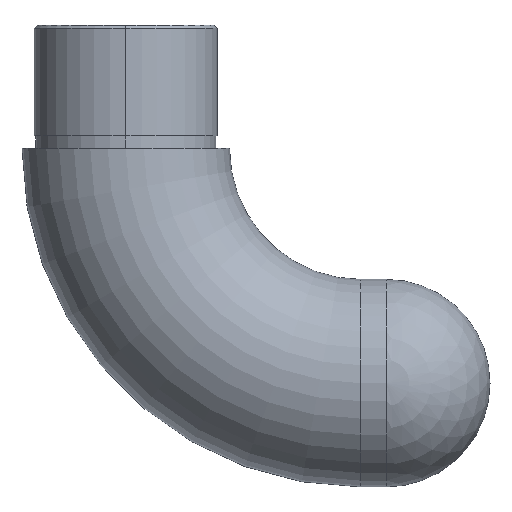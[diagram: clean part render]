
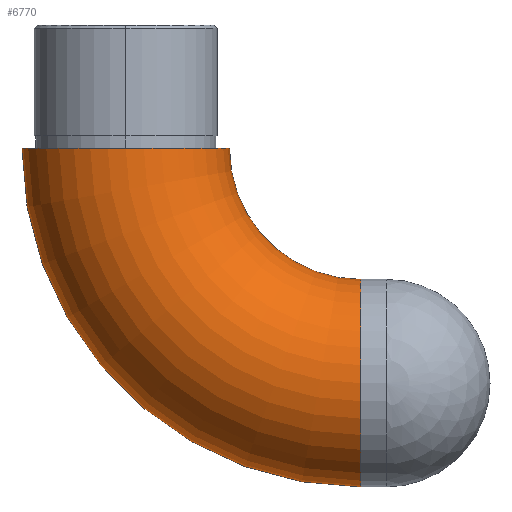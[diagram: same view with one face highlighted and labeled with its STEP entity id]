
A CAD part, left-side view. The second image highlights one B-rep face of the part: STEP entity #6770.
In plain terms, the highlighted toroidal (fillet/blend) face has major radius 38.15 mm and minor radius 16.85 mm.
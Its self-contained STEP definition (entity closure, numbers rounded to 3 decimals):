
#585 = CIRCLE ( 'NONE', #5127, 21.3 ) ;
#683 = ORIENTED_EDGE ( 'NONE', *, *, #2597, .F. ) ;
#1047 = VERTEX_POINT ( 'NONE', #5498 ) ;
#1107 = EDGE_LOOP ( 'NONE', ( #9685, #10260, #5250, #683 ) ) ;
#1224 = CARTESIAN_POINT ( 'NONE',  ( 0., 38.15, 0. ) ) ;
#1532 = VERTEX_POINT ( 'NONE', #9719 ) ;
#2095 = AXIS2_PLACEMENT_3D ( 'NONE', #10661, #4114, #5914 ) ;
#2125 = DIRECTION ( 'NONE',  ( -1., 0., 0. ) ) ;
#2146 = EDGE_CURVE ( 'NONE', #1047, #7278, #4490, .T. ) ;
#2365 = DIRECTION ( 'NONE',  ( -1., 0., 0. ) ) ;
#2597 = EDGE_CURVE ( 'NONE', #1532, #1047, #585, .T. ) ;
#3449 = DIRECTION ( 'NONE',  ( 0., 0., 1. ) ) ;
#3623 = DIRECTION ( 'NONE',  ( 0., 0., 1. ) ) ;
#4114 = DIRECTION ( 'NONE',  ( 0., -1., 0. ) ) ;
#4211 = AXIS2_PLACEMENT_3D ( 'NONE', #7399, #9325, #3623 ) ;
#4490 = CIRCLE ( 'NONE', #2095, 16.85 ) ;
#5127 = AXIS2_PLACEMENT_3D ( 'NONE', #7822, #2125, #6897 ) ;
#5147 = EDGE_CURVE ( 'NONE', #10488, #1532, #7057, .T. ) ;
#5250 = ORIENTED_EDGE ( 'NONE', *, *, #2146, .F. ) ;
#5498 = CARTESIAN_POINT ( 'NONE',  ( 0., 0., -21.3 ) ) ;
#5796 = DIRECTION ( 'NONE',  ( 0., -1., 0. ) ) ;
#5914 = DIRECTION ( 'NONE',  ( 0., 0., -1. ) ) ;
#5919 = DIRECTION ( 'NONE',  ( 0., 0., 1. ) ) ;
#6770 = ADVANCED_FACE ( 'NONE', ( #7934 ), #8245, .T. ) ;
#6897 = DIRECTION ( 'NONE',  ( 0., 0., 1. ) ) ;
#7057 = CIRCLE ( 'NONE', #11835, 16.85 ) ;
#7278 = VERTEX_POINT ( 'NONE', #8851 ) ;
#7399 = CARTESIAN_POINT ( 'NONE',  ( 0., 0., 0. ) ) ;
#7479 = CARTESIAN_POINT ( 'NONE',  ( 0., 55., 0. ) ) ;
#7486 = EDGE_CURVE ( 'NONE', #10488, #7278, #8387, .T. ) ;
#7822 = CARTESIAN_POINT ( 'NONE',  ( 0., 0., 0. ) ) ;
#7934 = FACE_OUTER_BOUND ( 'NONE', #1107, .T. ) ;
#8245 = TOROIDAL_SURFACE ( 'NONE', #10959, 38.15, 16.85 ) ;
#8387 = CIRCLE ( 'NONE', #4211, 55. ) ;
#8851 = CARTESIAN_POINT ( 'NONE',  ( 0., 0., -55. ) ) ;
#9325 = DIRECTION ( 'NONE',  ( -1., 0., 0. ) ) ;
#9685 = ORIENTED_EDGE ( 'NONE', *, *, #5147, .F. ) ;
#9719 = CARTESIAN_POINT ( 'NONE',  ( 0., 21.3, 0. ) ) ;
#10260 = ORIENTED_EDGE ( 'NONE', *, *, #7486, .T. ) ;
#10488 = VERTEX_POINT ( 'NONE', #7479 ) ;
#10661 = CARTESIAN_POINT ( 'NONE',  ( 0., 0., -38.15 ) ) ;
#10941 = CARTESIAN_POINT ( 'NONE',  ( 0., 0., 0. ) ) ;
#10959 = AXIS2_PLACEMENT_3D ( 'NONE', #10941, #2365, #3449 ) ;
#11835 = AXIS2_PLACEMENT_3D ( 'NONE', #1224, #5919, #5796 ) ;
